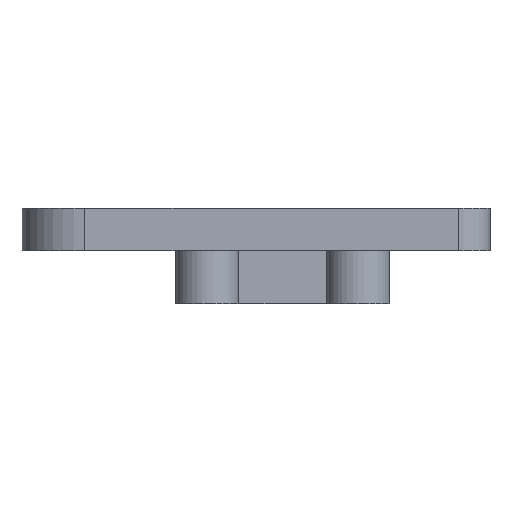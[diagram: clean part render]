
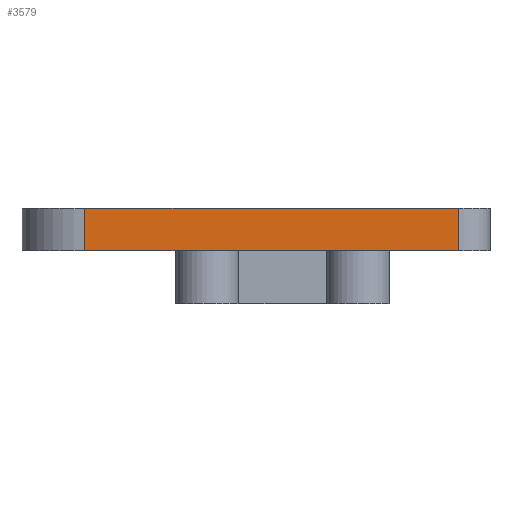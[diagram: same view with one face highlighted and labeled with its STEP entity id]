
A CAD part, left-side view. The second image highlights one B-rep face of the part: STEP entity #3579.
In plain terms, the highlighted planar face has unit normal (-1, 0, 0).
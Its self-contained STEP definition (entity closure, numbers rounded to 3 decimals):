
#7 = EDGE_CURVE ( 'NONE', #3205, #1294, #1287, .T. ) ;
#45 = CARTESIAN_POINT ( 'NONE',  ( -12.7, -5.05, 0. ) ) ;
#62 = CARTESIAN_POINT ( 'NONE',  ( -12.7, -16.95, 1.35 ) ) ;
#107 = DIRECTION ( 'NONE',  ( 0., 0., -1. ) ) ;
#188 = CARTESIAN_POINT ( 'NONE',  ( -12.7, -16.95, 0. ) ) ;
#404 = EDGE_CURVE ( 'NONE', #3901, #1294, #3011, .T. ) ;
#446 = ORIENTED_EDGE ( 'NONE', *, *, #404, .F. ) ;
#494 = LINE ( 'NONE', #2440, #1589 ) ;
#598 = VECTOR ( 'NONE', #107, 1000. ) ;
#810 = VERTEX_POINT ( 'NONE', #1076 ) ;
#821 = VECTOR ( 'NONE', #1091, 1000. ) ;
#979 = DIRECTION ( 'NONE',  ( 0., -1., 0. ) ) ;
#985 = EDGE_CURVE ( 'NONE', #810, #3205, #494, .T. ) ;
#1076 = CARTESIAN_POINT ( 'NONE',  ( -12.7, -5.05, 1.35 ) ) ;
#1091 = DIRECTION ( 'NONE',  ( 0., -1., 0. ) ) ;
#1242 = ORIENTED_EDGE ( 'NONE', *, *, #3290, .F. ) ;
#1287 = LINE ( 'NONE', #45, #2819 ) ;
#1294 = VERTEX_POINT ( 'NONE', #188 ) ;
#1449 = AXIS2_PLACEMENT_3D ( 'NONE', #1873, #3167, #1545 ) ;
#1512 = ORIENTED_EDGE ( 'NONE', *, *, #7, .T. ) ;
#1545 = DIRECTION ( 'NONE',  ( 0., 1., 0. ) ) ;
#1589 = VECTOR ( 'NONE', #3410, 1000. ) ;
#1873 = CARTESIAN_POINT ( 'NONE',  ( -12.7, -5.05, 1.35 ) ) ;
#1993 = LINE ( 'NONE', #3315, #821 ) ;
#2145 = CARTESIAN_POINT ( 'NONE',  ( -12.7, -16.95, 1.35 ) ) ;
#2440 = CARTESIAN_POINT ( 'NONE',  ( -12.7, -5.05, 1.35 ) ) ;
#2529 = FACE_OUTER_BOUND ( 'NONE', #3289, .T. ) ;
#2594 = CARTESIAN_POINT ( 'NONE',  ( -12.7, -5.05, 0. ) ) ;
#2819 = VECTOR ( 'NONE', #979, 1000. ) ;
#3011 = LINE ( 'NONE', #62, #598 ) ;
#3167 = DIRECTION ( 'NONE',  ( 1., 0., 0. ) ) ;
#3205 = VERTEX_POINT ( 'NONE', #2594 ) ;
#3289 = EDGE_LOOP ( 'NONE', ( #1512, #446, #1242, #3657 ) ) ;
#3290 = EDGE_CURVE ( 'NONE', #810, #3901, #1993, .T. ) ;
#3315 = CARTESIAN_POINT ( 'NONE',  ( -12.7, -5.05, 1.35 ) ) ;
#3410 = DIRECTION ( 'NONE',  ( 0., 0., -1. ) ) ;
#3579 = ADVANCED_FACE ( 'NONE', ( #2529 ), #3826, .F. ) ;
#3657 = ORIENTED_EDGE ( 'NONE', *, *, #985, .T. ) ;
#3826 = PLANE ( 'NONE',  #1449 ) ;
#3901 = VERTEX_POINT ( 'NONE', #2145 ) ;
